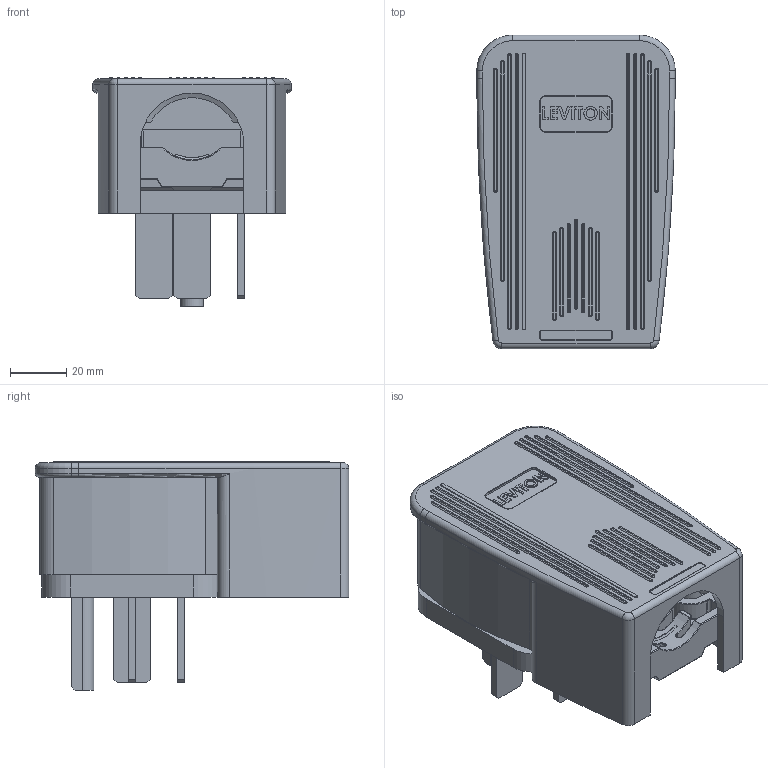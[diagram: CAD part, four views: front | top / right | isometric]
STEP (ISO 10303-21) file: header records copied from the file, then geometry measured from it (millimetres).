
FILE_DESCRIPTION (( 'STEP AP214' ), '1' );
FILE_NAME ('CATSTD-08452-00P-M01.STEP', '2019-11-15T18:43:42', ( '' ), ( '' ), 'SwSTEP 2.0', 'SolidWorks 2017', '' );
FILE_SCHEMA (( 'AUTOMOTIVE_DESIGN' ));
Length unit declared in the file: inch
Products named in the file (2): CATSTD-08452-00P-M01
Bounding box: 70.31 x 111.05 x 81.03 mm (x, y, z)
Volume: 123691.5 mm3; surface area: 75003.1 mm2
Topology: 2 solids, 2 shells, 2140 faces, 5497 edges, 3501 vertices
Faces by surface type: plane 971, bspline 511, cylinder 429, torus 177, sphere 44, cone 8
Full cylindrical faces by diameter (mm): 3.048 x4, 3.81 x2, 3.962 x2, 4.572 x6, 6.858 x4, 7.925 x6
Entity records: 117656 total; most frequent: CARTESIAN_POINT 41889, ORIENTED_EDGE 10832, DIRECTION 8767, EDGE_CURVE 5416, VERTEX_POINT 3492, VECTOR 3103, LINE 3103, AXIS2_PLACEMENT_3D 2832
